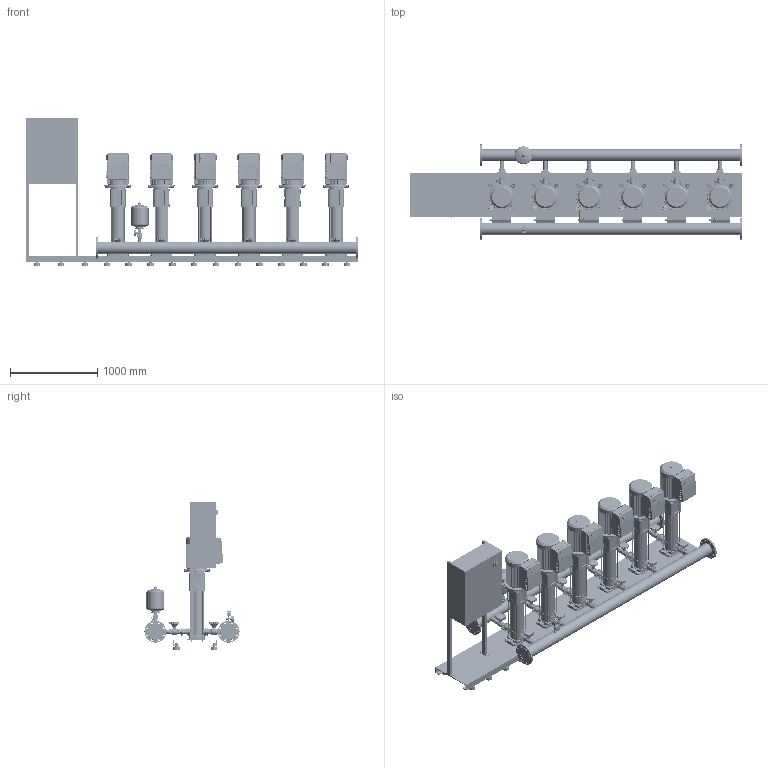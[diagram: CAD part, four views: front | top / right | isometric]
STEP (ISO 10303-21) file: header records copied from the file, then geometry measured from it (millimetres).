
FILE_DESCRIPTION((''),'2;1');
FILE_NAME('3d_COR-6HELIXVE1606_K_CCE-01-2532350.stp','2015-10-05T07:26:03',(''),(''),'Mechanical Desktop 2009','Mechanical Desktop 2009',', , ');
FILE_SCHEMA(('CONFIG_CONTROL_DESIGN'));
Length unit declared in the file: millimetre
Products named in the file (1): Product
Bounding box: 3800 x 1088 x 1705 mm (x, y, z)
Volume: 544991432.7 mm3; surface area: 28159850.8 mm2
Topology: 334 solids, 334 shells, 10623 faces, 26705 edges, 17195 vertices
Faces by surface type: cylinder 3628, plane 3129, bspline 2849, torus 472, cone 397, sphere 148
Entity records: 348909 total; most frequent: CARTESIAN_POINT 97778, ORIENTED_EDGE 53118, DIRECTION 50410, EDGE_CURVE 26559, AXIS2_PLACEMENT_3D 17750, VERTEX_POINT 17193, VECTOR 14910, LINE 14910
